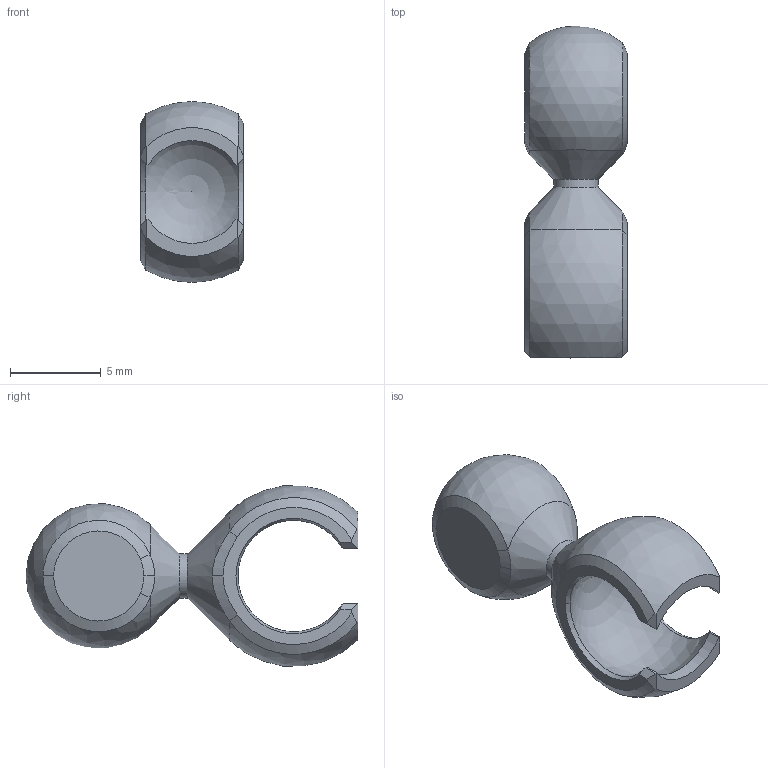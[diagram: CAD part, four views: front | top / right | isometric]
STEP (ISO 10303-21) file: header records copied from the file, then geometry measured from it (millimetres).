
FILE_DESCRIPTION(('FreeCAD Model'),'2;1');
FILE_NAME('Open CASCADE Shape Model','2024-07-31T03:16:09',(''),(''), 'Open CASCADE STEP processor 7.6','FreeCAD','Unknown');
FILE_SCHEMA(('AUTOMOTIVE_DESIGN { 1 0 10303 214 1 1 1 1 }'));
Length unit declared in the file: millimetre
Products named in the file (1): ConnectionChamfer
Bounding box: 5.66 x 18.26 x 9.94 mm (x, y, z)
Volume: 381.2 mm3; surface area: 493.6 mm2
Topology: 1 solids, 1 shells, 43 faces, 111 edges, 68 vertices
Faces by surface type: plane 18, bspline 17, sphere 4, cone 2, cylinder 2
Entity records: 3698 total; most frequent: CARTESIAN_POINT 2807, ORIENTED_EDGE 218, DIRECTION 116, EDGE_CURVE 109, VERTEX_POINT 68, B_SPLINE_CURVE_WITH_KNOTS 63, AXIS2_PLACEMENT_3D 43, ADVANCED_FACE 43
